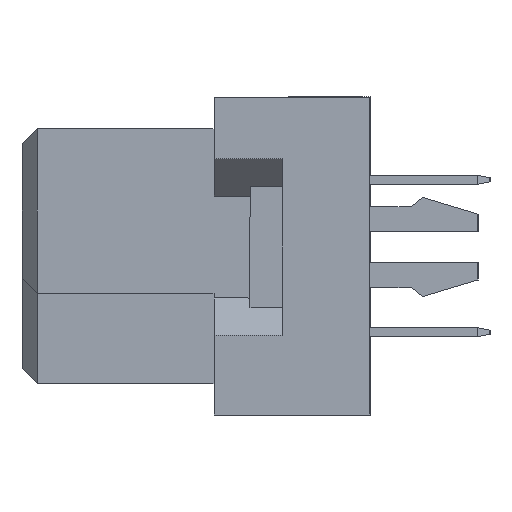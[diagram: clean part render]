
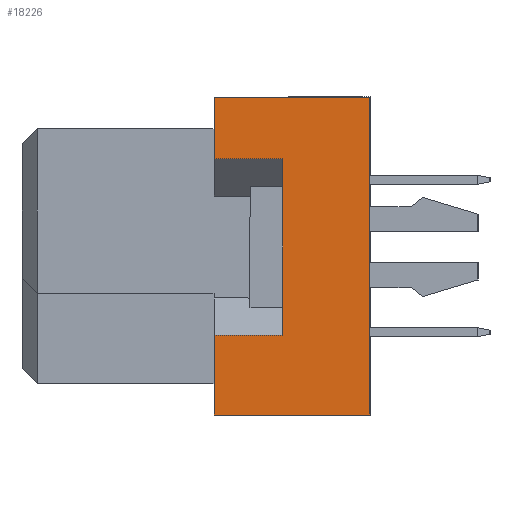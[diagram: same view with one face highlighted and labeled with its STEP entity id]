
A CAD part, left-side view. The second image highlights one B-rep face of the part: STEP entity #18226.
In plain terms, the highlighted planar face has unit normal (-1, 0, 0).
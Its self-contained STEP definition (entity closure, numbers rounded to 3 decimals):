
#60 = LINE ( 'NONE', #1430, #20503 ) ;
#1151 = DIRECTION ( 'NONE',  ( -1., 0., 0. ) ) ;
#1193 = CARTESIAN_POINT ( 'NONE',  ( -27.5, -11.6, 5.3 ) ) ;
#1393 = ORIENTED_EDGE ( 'NONE', *, *, #14200, .F. ) ;
#1430 = CARTESIAN_POINT ( 'NONE',  ( -27.5, -8.7, -2.65 ) ) ;
#1726 = ORIENTED_EDGE ( 'NONE', *, *, #5693, .T. ) ;
#1855 = CARTESIAN_POINT ( 'NONE',  ( -27.5, -6.4, 3.25 ) ) ;
#2634 = VERTEX_POINT ( 'NONE', #11407 ) ;
#3052 = ORIENTED_EDGE ( 'NONE', *, *, #9406, .F. ) ;
#3787 = CARTESIAN_POINT ( 'NONE',  ( -27.5, -6.4, 5.3 ) ) ;
#3925 = VECTOR ( 'NONE', #16059, 1000. ) ;
#4306 = ORIENTED_EDGE ( 'NONE', *, *, #10129, .F. ) ;
#4750 = LINE ( 'NONE', #11224, #17294 ) ;
#4809 = LINE ( 'NONE', #6497, #13577 ) ;
#5007 = CARTESIAN_POINT ( 'NONE',  ( -27.5, -8.7, -2.65 ) ) ;
#5207 = VECTOR ( 'NONE', #9762, 1000. ) ;
#5544 = CARTESIAN_POINT ( 'NONE',  ( -27.5, -8.7, 3.25 ) ) ;
#5667 = VERTEX_POINT ( 'NONE', #20412 ) ;
#5693 = EDGE_CURVE ( 'NONE', #2634, #6255, #8195, .T. ) ;
#6227 = AXIS2_PLACEMENT_3D ( 'NONE', #15703, #1151, #15802 ) ;
#6255 = VERTEX_POINT ( 'NONE', #15253 ) ;
#6316 = DIRECTION ( 'NONE',  ( 0., 0., 1. ) ) ;
#6421 = DIRECTION ( 'NONE',  ( 0., 1., 0. ) ) ;
#6497 = CARTESIAN_POINT ( 'NONE',  ( -27.5, -8.7, 3.25 ) ) ;
#6567 = VECTOR ( 'NONE', #18745, 1000. ) ;
#6641 = CARTESIAN_POINT ( 'NONE',  ( -27.5, -11.6, -5.3 ) ) ;
#7449 = LINE ( 'NONE', #1193, #15006 ) ;
#7653 = DIRECTION ( 'NONE',  ( 0., 0., 1. ) ) ;
#8195 = LINE ( 'NONE', #5007, #3925 ) ;
#8196 = DIRECTION ( 'NONE',  ( 0., 1., 0. ) ) ;
#8446 = EDGE_CURVE ( 'NONE', #11117, #19717, #7449, .T. ) ;
#8769 = CARTESIAN_POINT ( 'NONE',  ( -27.5, -11.6, 5.3 ) ) ;
#9202 = LINE ( 'NONE', #16954, #6567 ) ;
#9371 = ORIENTED_EDGE ( 'NONE', *, *, #19461, .F. ) ;
#9406 = EDGE_CURVE ( 'NONE', #5667, #6255, #17727, .T. ) ;
#9762 = DIRECTION ( 'NONE',  ( 0., 0., 1. ) ) ;
#10128 = ORIENTED_EDGE ( 'NONE', *, *, #8446, .T. ) ;
#10129 = EDGE_CURVE ( 'NONE', #11117, #5667, #9202, .T. ) ;
#10442 = VERTEX_POINT ( 'NONE', #1855 ) ;
#10819 = FACE_OUTER_BOUND ( 'NONE', #16603, .T. ) ;
#11117 = VERTEX_POINT ( 'NONE', #6641 ) ;
#11224 = CARTESIAN_POINT ( 'NONE',  ( -27.5, -6.4, -5.3 ) ) ;
#11407 = CARTESIAN_POINT ( 'NONE',  ( -27.5, -8.7, -2.65 ) ) ;
#12036 = VERTEX_POINT ( 'NONE', #5544 ) ;
#13264 = CARTESIAN_POINT ( 'NONE',  ( -27.5, -6.4, -5.3 ) ) ;
#13577 = VECTOR ( 'NONE', #8196, 1000. ) ;
#14200 = EDGE_CURVE ( 'NONE', #2634, #12036, #60, .T. ) ;
#14914 = LINE ( 'NONE', #19790, #15609 ) ;
#15006 = VECTOR ( 'NONE', #7653, 1000. ) ;
#15038 = ORIENTED_EDGE ( 'NONE', *, *, #19947, .T. ) ;
#15253 = CARTESIAN_POINT ( 'NONE',  ( -27.5, -6.4, -2.65 ) ) ;
#15609 = VECTOR ( 'NONE', #6421, 1000. ) ;
#15703 = CARTESIAN_POINT ( 'NONE',  ( -27.5, -11.6, 5.3 ) ) ;
#15802 = DIRECTION ( 'NONE',  ( 0., 0., 1. ) ) ;
#15901 = PLANE ( 'NONE',  #6227 ) ;
#16059 = DIRECTION ( 'NONE',  ( 0., 1., 0. ) ) ;
#16603 = EDGE_LOOP ( 'NONE', ( #1726, #3052, #4306, #10128, #15038, #9371, #17064, #1393 ) ) ;
#16954 = CARTESIAN_POINT ( 'NONE',  ( -27.5, -11.6, -5.3 ) ) ;
#17064 = ORIENTED_EDGE ( 'NONE', *, *, #20377, .F. ) ;
#17294 = VECTOR ( 'NONE', #17502, 1000. ) ;
#17502 = DIRECTION ( 'NONE',  ( 0., 0., 1. ) ) ;
#17727 = LINE ( 'NONE', #13264, #5207 ) ;
#18226 = ADVANCED_FACE ( 'NONE', ( #10819 ), #15901, .T. ) ;
#18418 = VERTEX_POINT ( 'NONE', #3787 ) ;
#18745 = DIRECTION ( 'NONE',  ( 0., 1., 0. ) ) ;
#19461 = EDGE_CURVE ( 'NONE', #10442, #18418, #4750, .T. ) ;
#19717 = VERTEX_POINT ( 'NONE', #8769 ) ;
#19790 = CARTESIAN_POINT ( 'NONE',  ( -27.5, -11.6, 5.3 ) ) ;
#19947 = EDGE_CURVE ( 'NONE', #19717, #18418, #14914, .T. ) ;
#20377 = EDGE_CURVE ( 'NONE', #12036, #10442, #4809, .T. ) ;
#20412 = CARTESIAN_POINT ( 'NONE',  ( -27.5, -6.4, -5.3 ) ) ;
#20503 = VECTOR ( 'NONE', #6316, 1000. ) ;
